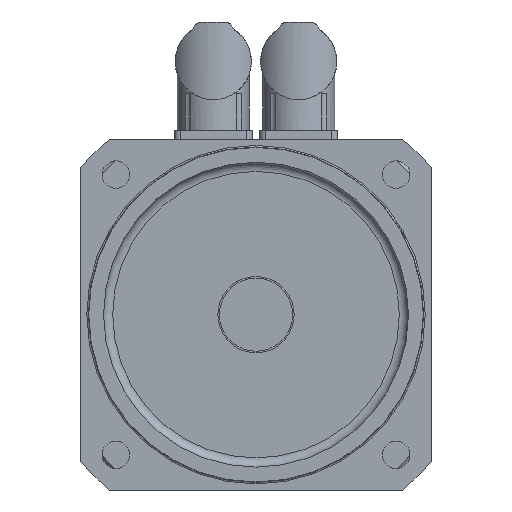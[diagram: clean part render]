
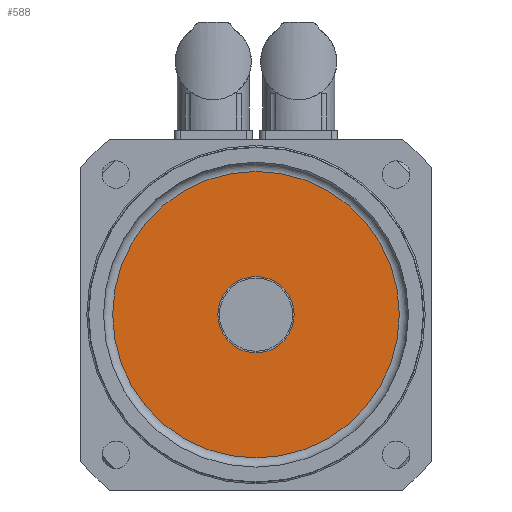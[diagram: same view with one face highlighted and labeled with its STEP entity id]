
A CAD part, front view. The second image highlights one B-rep face of the part: STEP entity #588.
In plain terms, the highlighted planar face has unit normal (0, -1, 0).
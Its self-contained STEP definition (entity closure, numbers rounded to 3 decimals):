
#300=FACE_BOUND('',#1097,.T.);
#374=CIRCLE('',#4252,12.5);
#375=CIRCLE('',#4253,47.);
#588=ADVANCED_FACE('',(#300,#865),#811,.F.);
#811=PLANE('',#4254);
#865=FACE_OUTER_BOUND('',#1098,.T.);
#1097=EDGE_LOOP('',(#1598));
#1098=EDGE_LOOP('',(#1599));
#1598=ORIENTED_EDGE('',*,*,#3212,.F.);
#1599=ORIENTED_EDGE('',*,*,#3213,.T.);
#2784=VERTEX_POINT('',#6042);
#2785=VERTEX_POINT('',#6044);
#3212=EDGE_CURVE('',#2784,#2784,#374,.T.);
#3213=EDGE_CURVE('',#2785,#2785,#375,.T.);
#4252=AXIS2_PLACEMENT_3D('',#6041,#4822,#4823);
#4253=AXIS2_PLACEMENT_3D('',#6043,#4824,#4825);
#4254=AXIS2_PLACEMENT_3D('',#6045,#4826,#4827);
#4822=DIRECTION('',(0.,-1.,0.));
#4823=DIRECTION('',(0.,0.,-1.));
#4824=DIRECTION('',(0.,-1.,0.));
#4825=DIRECTION('',(0.,0.,1.));
#4826=DIRECTION('',(0.,1.,0.));
#4827=DIRECTION('',(0.,0.,1.));
#6041=CARTESIAN_POINT('',(22.5,0.5,22.5));
#6042=CARTESIAN_POINT('',(22.5,0.5,10.));
#6043=CARTESIAN_POINT('',(22.5,0.5,22.5));
#6044=CARTESIAN_POINT('',(22.5,0.5,69.5));
#6045=CARTESIAN_POINT('',(22.5,0.5,22.5));
